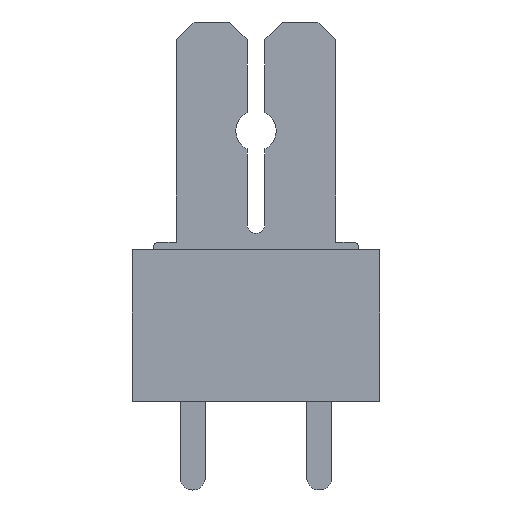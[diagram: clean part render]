
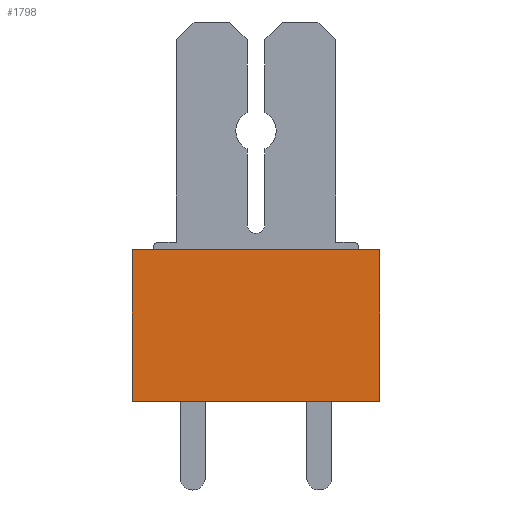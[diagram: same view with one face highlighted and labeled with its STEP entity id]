
A CAD part, left-side view. The second image highlights one B-rep face of the part: STEP entity #1798.
In plain terms, the highlighted planar face has unit normal (-1, 0, 0).
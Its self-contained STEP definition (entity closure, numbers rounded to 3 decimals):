
#1790=AXIS2_PLACEMENT_3D('Plane Axis2P3D',#1787,#1788,#1789) ;
#49=CARTESIAN_POINT('Vertex',(0.,9.8,9.5)) ;
#52=CARTESIAN_POINT('Line Origine',(0.,4.9,9.5)) ;
#56=CARTESIAN_POINT('Vertex',(0.,0.,9.5)) ;
#903=CARTESIAN_POINT('Vertex',(0.,9.8,3.5)) ;
#906=CARTESIAN_POINT('Line Origine',(0.,9.8,6.5)) ;
#934=CARTESIAN_POINT('Vertex',(0.,0.,3.5)) ;
#937=CARTESIAN_POINT('Line Origine',(0.,4.9,3.5)) ;
#1775=CARTESIAN_POINT('Line Origine',(0.,0.,6.5)) ;
#1787=CARTESIAN_POINT('Axis2P3D Location',(0.,0.,0.)) ;
#53=DIRECTION('Vector Direction',(0.,-1.,0.)) ;
#907=DIRECTION('Vector Direction',(0.,0.,1.)) ;
#938=DIRECTION('Vector Direction',(0.,1.,0.)) ;
#1776=DIRECTION('Vector Direction',(0.,0.,-1.)) ;
#1788=DIRECTION('Axis2P3D Direction',(-1.,0.,0.)) ;
#1789=DIRECTION('Axis2P3D XDirection',(0.,0.,1.)) ;
#54=VECTOR('Line Direction',#53,1.) ;
#908=VECTOR('Line Direction',#907,1.) ;
#939=VECTOR('Line Direction',#938,1.) ;
#1777=VECTOR('Line Direction',#1776,1.) ;
#1793=ORIENTED_EDGE('',*,*,#58,.T.) ;
#1794=ORIENTED_EDGE('',*,*,#910,.T.) ;
#1795=ORIENTED_EDGE('',*,*,#941,.T.) ;
#1796=ORIENTED_EDGE('',*,*,#1779,.T.) ;
#1798=ADVANCED_FACE('Housing',(#1797),#1791,.T.) ;
#58=EDGE_CURVE('',#57,#50,#55,.F.) ;
#910=EDGE_CURVE('',#50,#904,#909,.F.) ;
#941=EDGE_CURVE('',#904,#935,#940,.F.) ;
#1779=EDGE_CURVE('',#935,#57,#1778,.F.) ;
#1792=EDGE_LOOP('',(#1793,#1794,#1795,#1796)) ;
#1797=FACE_OUTER_BOUND('',#1792,.T.) ;
#55=LINE('Line',#52,#54) ;
#909=LINE('Line',#906,#908) ;
#940=LINE('Line',#937,#939) ;
#1778=LINE('Line',#1775,#1777) ;
#1791=PLANE('',#1790) ;
#50=VERTEX_POINT('',#49) ;
#57=VERTEX_POINT('',#56) ;
#904=VERTEX_POINT('',#903) ;
#935=VERTEX_POINT('',#934) ;
